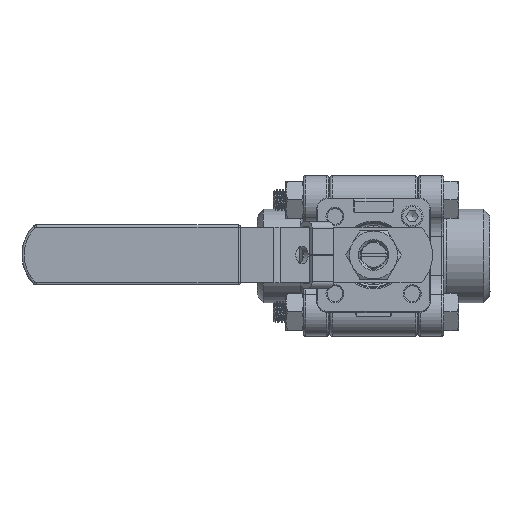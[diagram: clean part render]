
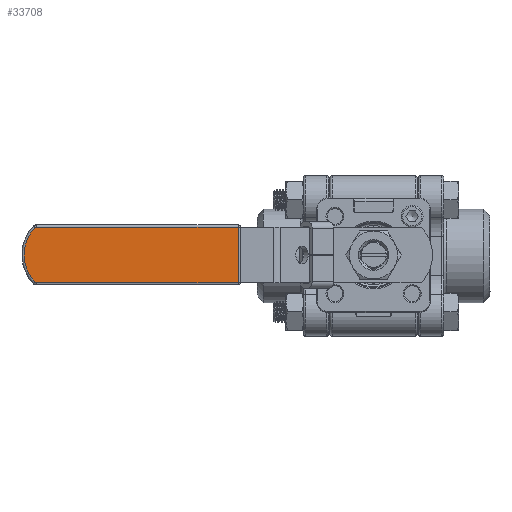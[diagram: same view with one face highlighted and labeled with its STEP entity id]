
A CAD part, top view. The second image highlights one B-rep face of the part: STEP entity #33708.
In plain terms, the highlighted planar face has unit normal (0, 0, 1).
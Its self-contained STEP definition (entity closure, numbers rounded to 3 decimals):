
#406=PLANE('',#37082);
#3607=CIRCLE('',#37083,1.);
#3608=CIRCLE('',#37084,18.);
#3609=CIRCLE('',#37085,1.);
#5489=FACE_OUTER_BOUND('',#7486,.T.);
#7486=EDGE_LOOP('',(#29099,#29100,#29101,#29102,#29103,#29104));
#9945=LINE('',#121100,#11580);
#9946=LINE('',#121102,#11581);
#9947=LINE('',#121104,#11582);
#11580=VECTOR('',#45407,1000.);
#11581=VECTOR('',#45408,1000.);
#11582=VECTOR('',#45409,1000.);
#14604=VERTEX_POINT('',#121098);
#14605=VERTEX_POINT('',#121099);
#14606=VERTEX_POINT('',#121101);
#14607=VERTEX_POINT('',#121103);
#14608=VERTEX_POINT('',#121105);
#14609=VERTEX_POINT('',#121107);
#19455=EDGE_CURVE('',#14604,#14605,#9945,.T.);
#19456=EDGE_CURVE('',#14605,#14606,#9946,.T.);
#19457=EDGE_CURVE('',#14606,#14607,#9947,.T.);
#19458=EDGE_CURVE('',#14607,#14608,#3607,.T.);
#19459=EDGE_CURVE('',#14608,#14609,#3608,.T.);
#19460=EDGE_CURVE('',#14609,#14604,#3609,.T.);
#29099=ORIENTED_EDGE('',*,*,#19455,.T.);
#29100=ORIENTED_EDGE('',*,*,#19456,.T.);
#29101=ORIENTED_EDGE('',*,*,#19457,.T.);
#29102=ORIENTED_EDGE('',*,*,#19458,.T.);
#29103=ORIENTED_EDGE('',*,*,#19459,.T.);
#29104=ORIENTED_EDGE('',*,*,#19460,.T.);
#33708=ADVANCED_FACE('',(#5489),#406,.T.);
#37082=AXIS2_PLACEMENT_3D('',#121097,#45405,#45406);
#37083=AXIS2_PLACEMENT_3D('',#121106,#45410,#45411);
#37084=AXIS2_PLACEMENT_3D('',#121108,#45412,#45413);
#37085=AXIS2_PLACEMENT_3D('',#121109,#45414,#45415);
#45405=DIRECTION('center_axis',(0.,0.,1.));
#45406=DIRECTION('ref_axis',(1.,0.,0.));
#45407=DIRECTION('',(1.,0.,0.));
#45408=DIRECTION('',(0.,1.,0.));
#45409=DIRECTION('',(-1.,0.,0.));
#45410=DIRECTION('center_axis',(0.,0.,1.));
#45411=DIRECTION('ref_axis',(1.,0.,0.));
#45412=DIRECTION('center_axis',(0.,0.,1.));
#45413=DIRECTION('ref_axis',(1.,0.,0.));
#45414=DIRECTION('center_axis',(0.,0.,1.));
#45415=DIRECTION('ref_axis',(1.,0.,0.));
#121097=CARTESIAN_POINT('Origin',(-45.333,-12.75,271.533));
#121098=CARTESIAN_POINT('',(-137.618,-12.75,271.533));
#121099=CARTESIAN_POINT('',(-45.333,-12.75,271.533));
#121100=CARTESIAN_POINT('',(-45.333,-12.75,271.533));
#121101=CARTESIAN_POINT('',(-45.333,12.75,271.533));
#121102=CARTESIAN_POINT('',(-45.333,-12.75,271.533));
#121103=CARTESIAN_POINT('',(-137.618,12.75,271.533));
#121104=CARTESIAN_POINT('',(-45.333,12.75,271.533));
#121105=CARTESIAN_POINT('',(-138.341,12.441,271.533));
#121106=CARTESIAN_POINT('Origin',(-137.618,11.75,271.533));
#121107=CARTESIAN_POINT('',(-138.341,-12.441,271.533));
#121108=CARTESIAN_POINT('Origin',(-125.333,0.,
271.533));
#121109=CARTESIAN_POINT('Origin',(-137.618,-11.75,271.533));
